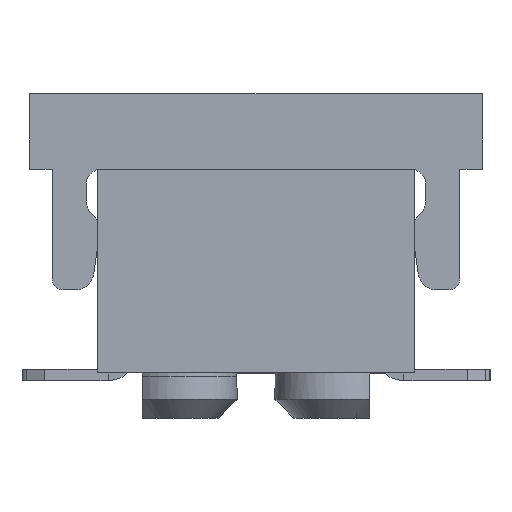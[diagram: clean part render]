
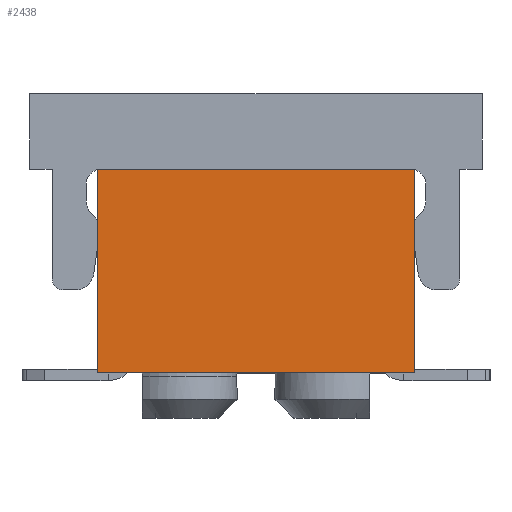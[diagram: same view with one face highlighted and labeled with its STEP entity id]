
A CAD part, left-side view. The second image highlights one B-rep face of the part: STEP entity #2438.
In plain terms, the highlighted planar face has unit normal (-1, 0, 0).
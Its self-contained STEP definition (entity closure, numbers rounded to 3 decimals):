
#1423=CARTESIAN_POINT('',(-11.,-2.1,1.25));
#1424=VERTEX_POINT('',#1423);
#1425=CARTESIAN_POINT('',(-11.,2.1,1.25));
#1426=VERTEX_POINT('',#1425);
#1427=CARTESIAN_POINT('',(-11.,-2.1,1.25));
#1428=DIRECTION('',(0.,1.,0.));
#1429=VECTOR('',#1428,4.2);
#1430=LINE('',#1427,#1429);
#1431=EDGE_CURVE('',#1424,#1426,#1430,.T.);
#2408=CARTESIAN_POINT('',(-11.,0.,-0.1));
#2409=DIRECTION('',(0.,0.,-1.));
#2410=DIRECTION('',(-1.,-0.,-0.));
#2411=AXIS2_PLACEMENT_3D('',#2408,#2410,#2409);
#2412=PLANE('',#2411);
#2413=ORIENTED_EDGE('',*,*,#1431,.T.);
#2414=CARTESIAN_POINT('',(-11.,2.1,-1.45));
#2415=VERTEX_POINT('',#2414);
#2416=CARTESIAN_POINT('',(-11.,2.1,-1.45));
#2417=DIRECTION('',(0.,0.,1.));
#2418=VECTOR('',#2417,2.7);
#2419=LINE('',#2416,#2418);
#2420=EDGE_CURVE('',#2415,#1426,#2419,.T.);
#2421=ORIENTED_EDGE('',*,*,#2420,.F.);
#2422=CARTESIAN_POINT('',(-11.,-2.1,-1.45));
#2423=VERTEX_POINT('',#2422);
#2424=CARTESIAN_POINT('',(-11.,-2.1,-1.45));
#2425=DIRECTION('',(0.,1.,0.));
#2426=VECTOR('',#2425,4.2);
#2427=LINE('',#2424,#2426);
#2428=EDGE_CURVE('',#2423,#2415,#2427,.T.);
#2429=ORIENTED_EDGE('',*,*,#2428,.F.);
#2430=CARTESIAN_POINT('',(-11.,-2.1,1.25));
#2431=DIRECTION('',(0.,0.,-1.));
#2432=VECTOR('',#2431,2.7);
#2433=LINE('',#2430,#2432);
#2434=EDGE_CURVE('',#1424,#2423,#2433,.T.);
#2435=ORIENTED_EDGE('',*,*,#2434,.F.);
#2436=EDGE_LOOP('',(#2413,#2421,#2429,#2435));
#2437=FACE_OUTER_BOUND('',#2436,.T.);
#2438=ADVANCED_FACE('',(#2437),#2412,.T.);
